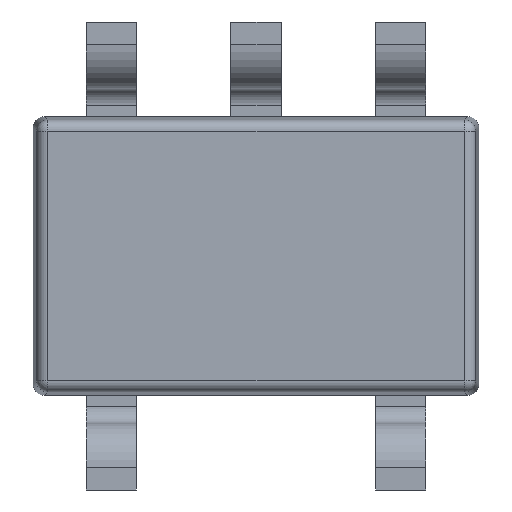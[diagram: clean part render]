
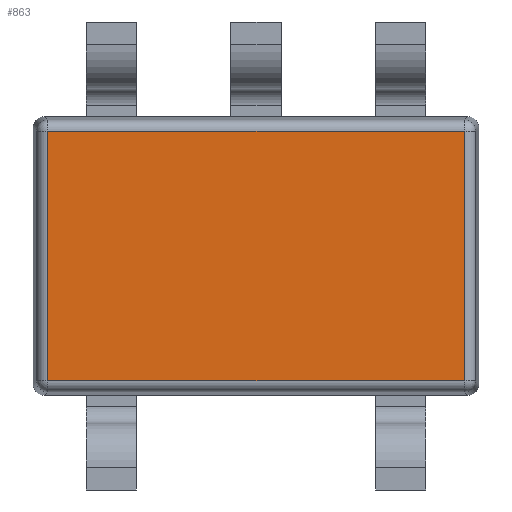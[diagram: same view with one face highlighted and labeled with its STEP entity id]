
A CAD part, front view. The second image highlights one B-rep face of the part: STEP entity #863.
In plain terms, the highlighted planar face has unit normal (0, -1, 0).
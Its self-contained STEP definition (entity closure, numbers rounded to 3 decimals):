
#863 = ADVANCED_FACE ( 'NONE', ( #2780 ), #2727, .F. ) ;
#866 = ORIENTED_EDGE ( 'NONE', *, *, #963, .T. ) ;
#867 = EDGE_LOOP ( 'NONE', ( #866, #964, #961, #1005 ) ) ;
#961 = ORIENTED_EDGE ( 'NONE', *, *, #962, .T. ) ;
#962 = EDGE_CURVE ( 'NONE', #966, #1004, #2932, .T. ) ;
#963 = EDGE_CURVE ( 'NONE', #967, #968, #2928, .T. ) ;
#964 = ORIENTED_EDGE ( 'NONE', *, *, #965, .T. ) ;
#965 = EDGE_CURVE ( 'NONE', #968, #966, #2924, .T. ) ;
#966 = VERTEX_POINT ( 'NONE', #2920 ) ;
#967 = VERTEX_POINT ( 'NONE', #2919 ) ;
#968 = VERTEX_POINT ( 'NONE', #2918 ) ;
#1004 = VERTEX_POINT ( 'NONE', #3065 ) ;
#1005 = ORIENTED_EDGE ( 'NONE', *, *, #1017, .T. ) ;
#1017 = EDGE_CURVE ( 'NONE', #1004, #967, #3164, .T. ) ;
#2723 = DIRECTION ( 'NONE',  ( 0., 0., 1. ) ) ;
#2724 = DIRECTION ( 'NONE',  ( 0., 1., 0. ) ) ;
#2725 = CARTESIAN_POINT ( 'NONE',  ( -1., -0.475, 0.625 ) ) ;
#2726 = AXIS2_PLACEMENT_3D ( 'NONE', #2725, #2724, #2723 ) ;
#2727 = PLANE ( 'NONE',  #2726 ) ;
#2780 = FACE_OUTER_BOUND ( 'NONE', #867, .T. ) ;
#2918 = CARTESIAN_POINT ( 'NONE',  ( 0.935, -0.475, 0.56 ) ) ;
#2919 = CARTESIAN_POINT ( 'NONE',  ( 0.935, -0.475, -0.56 ) ) ;
#2920 = CARTESIAN_POINT ( 'NONE',  ( -0.935, -0.475, 0.56 ) ) ;
#2921 = DIRECTION ( 'NONE',  ( -1., 0., 0. ) ) ;
#2922 = VECTOR ( 'NONE', #2921, 1000. ) ;
#2923 = CARTESIAN_POINT ( 'NONE',  ( -0.983, -0.475, 0.56 ) ) ;
#2924 = LINE ( 'NONE', #2923, #2922 ) ;
#2925 = DIRECTION ( 'NONE',  ( 0., 0., 1. ) ) ;
#2926 = VECTOR ( 'NONE', #2925, 1000. ) ;
#2927 = CARTESIAN_POINT ( 'NONE',  ( 0.935, -0.475, 0.608 ) ) ;
#2928 = LINE ( 'NONE', #2927, #2926 ) ;
#2929 = DIRECTION ( 'NONE',  ( 0., 0., -1. ) ) ;
#2930 = VECTOR ( 'NONE', #2929, 1000. ) ;
#2931 = CARTESIAN_POINT ( 'NONE',  ( -0.935, -0.475, -0.608 ) ) ;
#2932 = LINE ( 'NONE', #2931, #2930 ) ;
#3065 = CARTESIAN_POINT ( 'NONE',  ( -0.935, -0.475, -0.56 ) ) ;
#3161 = DIRECTION ( 'NONE',  ( 1., 0., 0. ) ) ;
#3162 = VECTOR ( 'NONE', #3161, 1000. ) ;
#3163 = CARTESIAN_POINT ( 'NONE',  ( 0.983, -0.475, -0.56 ) ) ;
#3164 = LINE ( 'NONE', #3163, #3162 ) ;
